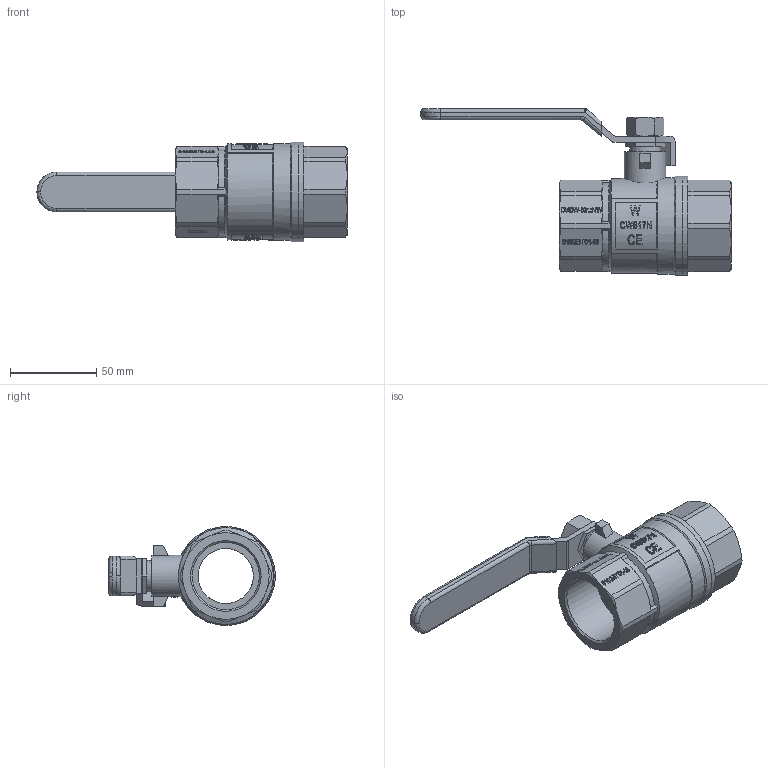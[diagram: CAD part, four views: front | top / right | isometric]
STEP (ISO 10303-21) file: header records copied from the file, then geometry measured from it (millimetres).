
FILE_DESCRIPTION(/* description */ ('Unknown'),/* implementation_level */ '2;1');
FILE_NAME(/* name */ '750-07',/* time_stamp */ '2022-07-26T09:27:53+02:00',/* author */ ('Unknown'),/* organization */ ('Unknown'),/* preprocessor_version */ 'ST-DEVELOPER v16.7',/* originating_system */ 'Solid Edge',/* authorisation */ 'Unknown');
FILE_SCHEMA (('AUTOMOTIVE_DESIGN {1 0 10303 214 3 1 1}'));
Products named in the file (10): 750-07; Stahlgriff 1 1_4 - 1 1_2; Stahl-Griff-Ummantelung-1_1_4-1_1_2; Stahl-Griff-1_1_4-1_1_2; 600-1_1_4-Mutter-st.g.; Einschraubteil; Kvrper; bausatz-07.1.1.1_oa_0; 600-1_1_4-Stopfbuchse; 600-1_1_4-Spindel
Assembly tree (9 placements, depth 3):
  750-07
    Stahlgriff 1 1_4 - 1 1_2
      Stahl-Griff-Ummantelung-1_1_4-1_1_2
      Stahl-Griff-1_1_4-1_1_2
    600-1_1_4-Mutter-st.g.
    Einschraubteil
    Kvrper
    bausatz-07.1.1.1_oa_0
      600-1_1_4-Stopfbuchse
      600-1_1_4-Spindel
Bounding box: 179.85 x 96.75 x 57.5 mm (x, y, z)
Volume: 113880.4 mm3; surface area: 65312.1 mm2
Topology: 7 solids, 7 shells, 1800 faces, 5034 edges, 3349 vertices
Faces by surface type: plane 1625, cylinder 99, cone 63, bspline 10, sphere 2, torus 1
Full cylindrical faces by diameter (mm): 10.2 x1, 10.8 x1, 14 x2, 14.1 x1, 14.5 x1, 15 x1, 16 x1, 18 x1, 18.38 x1, 20 x1, 24 x1, 32 x2, 38.952 x2, 42 x2, 49.5 x1, 51 x1, 51.5 x1, 56 x1, 57.5 x2
Entity records: 73298 total; most frequent: CARTESIAN_POINT 14458, ORIENTED_EDGE 9966, DIRECTION 9724, EDGE_CURVE 4983, LINE 3582, VECTOR 3582, VERTEX_POINT 3340, AXIS2_PLACEMENT_3D 3071
